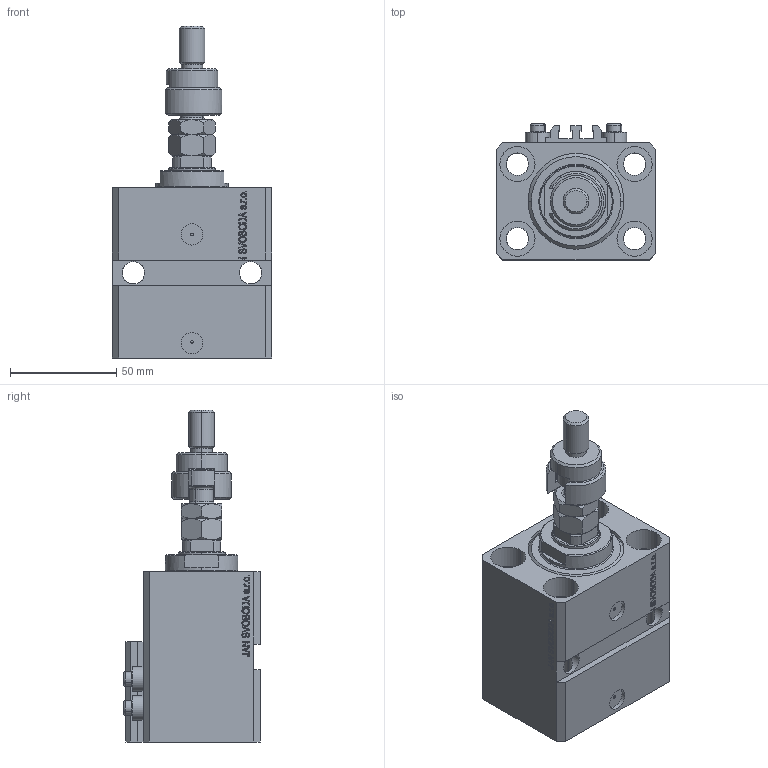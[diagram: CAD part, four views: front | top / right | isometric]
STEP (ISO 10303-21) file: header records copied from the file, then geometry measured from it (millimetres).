
FILE_DESCRIPTION (( 'STEP AP203' ), '1' );
FILE_NAME ('75b4.STEP', '2022-04-09T15:11:49', ( '' ), ( '' ), 'SwSTEP 2.0', 'SolidWorks 2019', '' );
FILE_SCHEMA (( 'CONFIG_CONTROL_DESIGN' ));
Length unit declared in the file: millimetre
Products named in the file (8): V250CE_E_Body fdeb0f8ea6d5a96b96f5b22e6e813f9e; 75b4; DFA fdeb0f8ea6d5a96b96f5b22e6e813f9e; MFA fdeb0f8ea6d5a96b96f5b22e6e813f9e; FEMALE_PART_FOR_DFA fdeb0f8ea6d5a96b96f5b22e6e813f9e; V250CE_VC_E fdeb0f8ea6d5a96b96f5b22e6e813f9e; V250CE_C_VCP fdeb0f8ea6d5a96b96f5b22e6e813f9e; ALLEN BOLT V250CE fdeb0f8ea6d5a96b96f5b22e6e813f9e
Assembly tree (10 placements, depth 3):
  75b4
    V250CE_E_Body fdeb0f8ea6d5a96b96f5b22e6e813f9e
    ALLEN BOLT V250CE fdeb0f8ea6d5a96b96f5b22e6e813f9e  x4
    V250CE_C_VCP fdeb0f8ea6d5a96b96f5b22e6e813f9e
    V250CE_VC_E fdeb0f8ea6d5a96b96f5b22e6e813f9e
    DFA fdeb0f8ea6d5a96b96f5b22e6e813f9e
      FEMALE_PART_FOR_DFA fdeb0f8ea6d5a96b96f5b22e6e813f9e
      MFA fdeb0f8ea6d5a96b96f5b22e6e813f9e
Bounding box: 75 x 64 x 155.9 mm (x, y, z)
Volume: 301752.3 mm3; surface area: 84187.6 mm2
Topology: 10 solids, 10 shells, 1149 faces, 2848 edges, 1835 vertices
Faces by surface type: plane 542, bspline 354, cylinder 139, cone 96, torus 18
Entity records: 49663 total; most frequent: CARTESIAN_POINT 25419, ORIENTED_EDGE 5386, DIRECTION 3649, EDGE_CURVE 2693, VERTEX_POINT 1751, LINE 1579, VECTOR 1579, EDGE_LOOP 1208
